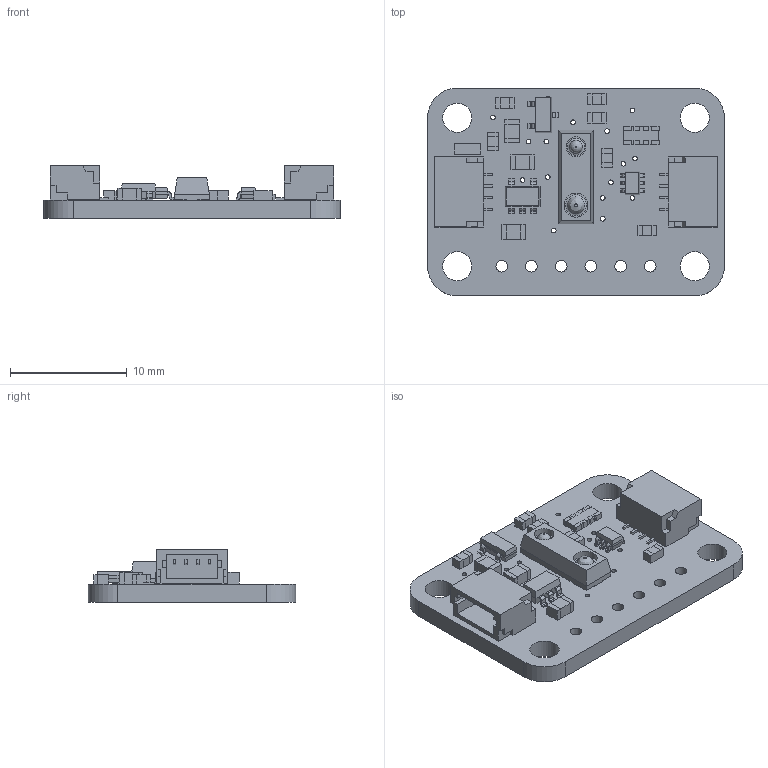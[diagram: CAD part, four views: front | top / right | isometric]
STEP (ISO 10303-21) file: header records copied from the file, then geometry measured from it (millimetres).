
FILE_DESCRIPTION(/* description */ (''),/* implementation_level */ '2;1');
FILE_NAME(/* name */ 'PCB Component.step',/* time_stamp */ '2025-04-18T09:47:41-04:00',/* author */ (''),/* organization */ (''),/* preprocessor_version */ 'ST-DEVELOPER v20.1',/* originating_system */ 'Autodesk Translation Framework v14.4.0.0',/* authorisation */ '');
FILE_SCHEMA (('AUTOMOTIVE_DESIGN { 1 0 10303 214 3 1 1 }'));
Length unit declared in the file: millimetre
Products named in the file (11): PCB Component; Board; 10uF; AP2127K-3.3; 10K; STEMMA_I2C_QT; GREEN; VCNL4200; AO3401; 10K Pack; BSS138
Assembly tree (18 placements, depth 2):
  PCB Component
    Board
    10uF  x3
    AP2127K-3.3
    10K  x6
    STEMMA_I2C_QT  x2
    GREEN
    VCNL4200
    AO3401
    10K Pack
    BSS138
Bounding box: 25.4 x 17.78 x 4.53 mm (x, y, z)
Volume: 815.3 mm3; surface area: 1692.9 mm2
Topology: 28 solids, 28 shells, 811 faces, 2117 edges, 1386 vertices
Faces by surface type: plane 711, cylinder 96, torus 2, bspline 2
Full cylindrical faces by diameter (mm): 0.4 x24, 1 x6, 1.7 x1, 2.05 x1, 2.5 x4
Entity records: 19827 total; most frequent: CARTESIAN_POINT 3382, ORIENTED_EDGE 3242, DIRECTION 3125, EDGE_CURVE 1621, LINE 1419, VECTOR 1419, VERTEX_POINT 1056, AXIS2_PLACEMENT_3D 853
